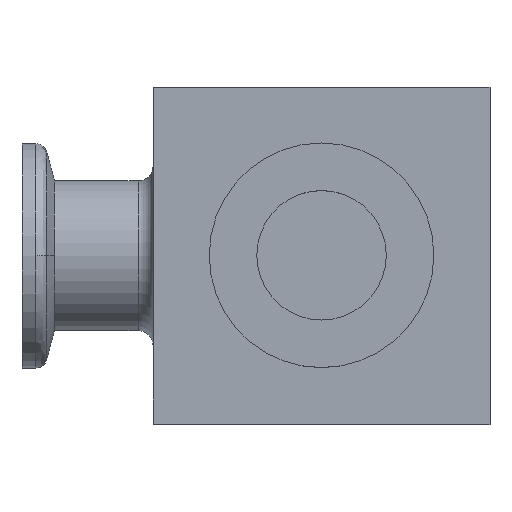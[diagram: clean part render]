
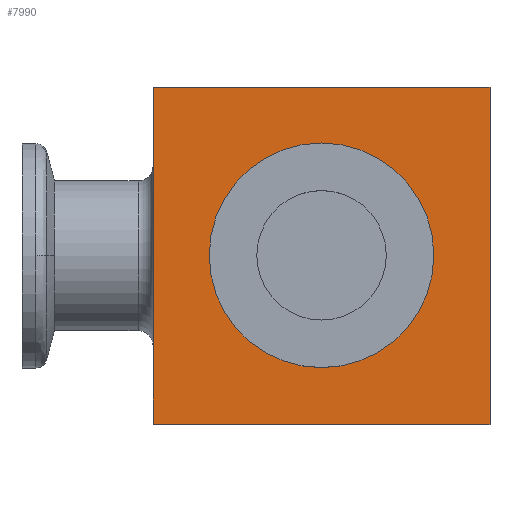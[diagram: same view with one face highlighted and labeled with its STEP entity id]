
A CAD part, top view. The second image highlights one B-rep face of the part: STEP entity #7990.
In plain terms, the highlighted planar face has unit normal (0, 0, 1).
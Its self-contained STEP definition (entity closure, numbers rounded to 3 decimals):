
#112 = ORIENTED_EDGE ( 'NONE', *, *, #5037, .T. ) ;
#146 = VERTEX_POINT ( 'NONE', #3731 ) ;
#218 = VECTOR ( 'NONE', #9076, 1000. ) ;
#418 = EDGE_CURVE ( 'NONE', #9084, #9968, #9242, .T. ) ;
#503 = CIRCLE ( 'NONE', #7477, 12. ) ;
#734 = EDGE_CURVE ( 'NONE', #146, #9084, #9474, .T. ) ;
#1097 = EDGE_LOOP ( 'NONE', ( #1715, #1718, #9496, #7327 ) ) ;
#1715 = ORIENTED_EDGE ( 'NONE', *, *, #8297, .F. ) ;
#1718 = ORIENTED_EDGE ( 'NONE', *, *, #7568, .F. ) ;
#1797 = DIRECTION ( 'NONE',  ( 1., 0., 0. ) ) ;
#1898 = VECTOR ( 'NONE', #7170, 1000. ) ;
#1921 = CARTESIAN_POINT ( 'NONE',  ( 22.5, -22.5, 17.5 ) ) ;
#2313 = DIRECTION ( 'NONE',  ( 0., 0., -1. ) ) ;
#2340 = LINE ( 'NONE', #1921, #218 ) ;
#2581 = CARTESIAN_POINT ( 'NONE',  ( 22.5, -22.5, 17.5 ) ) ;
#2748 = EDGE_CURVE ( 'NONE', #7982, #8451, #503, .T. ) ;
#3090 = FACE_OUTER_BOUND ( 'NONE', #1097, .T. ) ;
#3437 = VECTOR ( 'NONE', #1797, 1000. ) ;
#3450 = CARTESIAN_POINT ( 'NONE',  ( 12., 0., 17.5 ) ) ;
#3665 = DIRECTION ( 'NONE',  ( 0., -1., 0. ) ) ;
#3725 = CARTESIAN_POINT ( 'NONE',  ( 22.5, 22.5, 17.5 ) ) ;
#3731 = CARTESIAN_POINT ( 'NONE',  ( -22.5, 22.5, 17.5 ) ) ;
#4008 = EDGE_LOOP ( 'NONE', ( #112, #5866 ) ) ;
#4294 = DIRECTION ( 'NONE',  ( 0., 0., 1. ) ) ;
#4439 = CARTESIAN_POINT ( 'NONE',  ( 0., 0., 17.5 ) ) ;
#4486 = CARTESIAN_POINT ( 'NONE',  ( 22.5, 22.5, 17.5 ) ) ;
#5037 = EDGE_CURVE ( 'NONE', #8451, #7982, #8367, .T. ) ;
#5072 = VECTOR ( 'NONE', #3665, 1000. ) ;
#5227 = FACE_BOUND ( 'NONE', #4008, .T. ) ;
#5228 = DIRECTION ( 'NONE',  ( -1., 0., 0. ) ) ;
#5841 = PLANE ( 'NONE',  #8798 ) ;
#5866 = ORIENTED_EDGE ( 'NONE', *, *, #2748, .T. ) ;
#6394 = CARTESIAN_POINT ( 'NONE',  ( -22.5, -22.5, 17.5 ) ) ;
#7088 = CARTESIAN_POINT ( 'NONE',  ( 0., 0., 17.5 ) ) ;
#7170 = DIRECTION ( 'NONE',  ( 0., 1., 0. ) ) ;
#7327 = ORIENTED_EDGE ( 'NONE', *, *, #734, .F. ) ;
#7477 = AXIS2_PLACEMENT_3D ( 'NONE', #4439, #9936, #5228 ) ;
#7568 = EDGE_CURVE ( 'NONE', #9968, #8210, #2340, .T. ) ;
#7793 = AXIS2_PLACEMENT_3D ( 'NONE', #7088, #2313, #7892 ) ;
#7892 = DIRECTION ( 'NONE',  ( -1., 0., 0. ) ) ;
#7935 = CARTESIAN_POINT ( 'NONE',  ( -12., 0., 17.5 ) ) ;
#7982 = VERTEX_POINT ( 'NONE', #3450 ) ;
#7990 = ADVANCED_FACE ( 'NONE', ( #5227, #3090 ), #5841, .T. ) ;
#8210 = VERTEX_POINT ( 'NONE', #9371 ) ;
#8269 = LINE ( 'NONE', #6394, #1898 ) ;
#8297 = EDGE_CURVE ( 'NONE', #8210, #146, #8269, .T. ) ;
#8367 = CIRCLE ( 'NONE', #7793, 12. ) ;
#8451 = VERTEX_POINT ( 'NONE', #7935 ) ;
#8798 = AXIS2_PLACEMENT_3D ( 'NONE', #9004, #4294, #9784 ) ;
#9004 = CARTESIAN_POINT ( 'NONE',  ( 0., 0., 17.5 ) ) ;
#9023 = CARTESIAN_POINT ( 'NONE',  ( -22.5, 22.5, 17.5 ) ) ;
#9076 = DIRECTION ( 'NONE',  ( -1., 0., 0. ) ) ;
#9084 = VERTEX_POINT ( 'NONE', #4486 ) ;
#9242 = LINE ( 'NONE', #3725, #5072 ) ;
#9371 = CARTESIAN_POINT ( 'NONE',  ( -22.5, -22.5, 17.5 ) ) ;
#9474 = LINE ( 'NONE', #9023, #3437 ) ;
#9496 = ORIENTED_EDGE ( 'NONE', *, *, #418, .F. ) ;
#9784 = DIRECTION ( 'NONE',  ( 1., 0., 0. ) ) ;
#9936 = DIRECTION ( 'NONE',  ( 0., 0., -1. ) ) ;
#9968 = VERTEX_POINT ( 'NONE', #2581 ) ;
